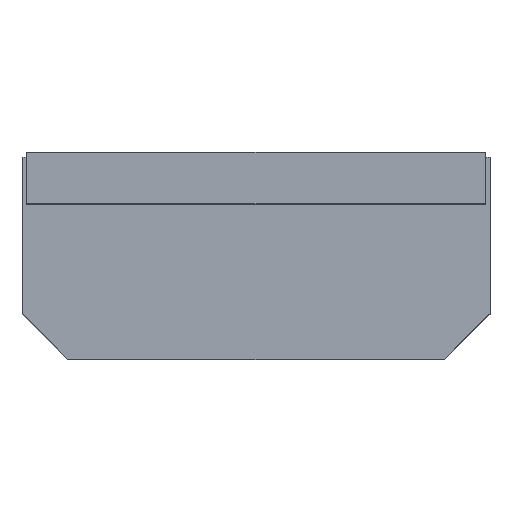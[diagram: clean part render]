
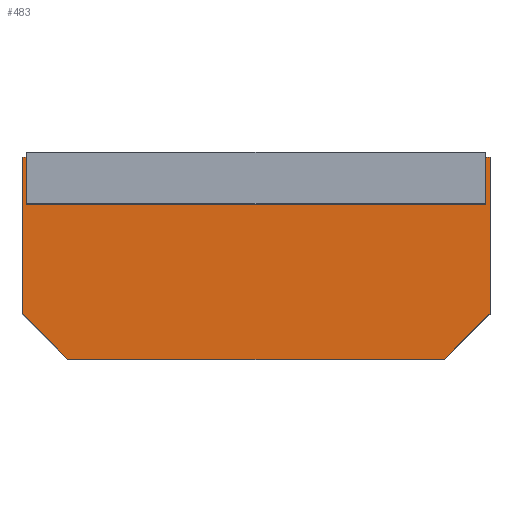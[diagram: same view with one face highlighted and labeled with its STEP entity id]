
A CAD part, top view. The second image highlights one B-rep face of the part: STEP entity #483.
In plain terms, the highlighted planar face has unit normal (0, 0, 1).
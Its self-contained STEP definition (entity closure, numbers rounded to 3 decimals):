
#483=ADVANCED_FACE($,(#489),#484,.F.);
#484=PLANE($,#485);
#485=AXIS2_PLACEMENT_3D($,#486,#487,#488);
#486=CARTESIAN_POINT('Origin',(7.757,2.959,9.449));
#487=DIRECTION('center_axis',(0.0,0.0,-1.0));
#488=DIRECTION('ref_axis',(0.,1.,0.));
#489=FACE_OUTER_BOUND($,#490,.T.);
#490=EDGE_LOOP($,(#491,#501,#511,#521,#531,#541));
#491=ORIENTED_EDGE($,*,*,#492,.F.);
#492=EDGE_CURVE($,#493,#495,#497,.T.);
#493=VERTEX_POINT($,#494);
#494=CARTESIAN_POINT('',(-2.657,2.959,9.449));
#495=VERTEX_POINT($,#496);
#496=CARTESIAN_POINT('',(7.757,2.959,9.449));
#497=LINE($,#498,#499);
#498=CARTESIAN_POINT($,(-2.657,2.959,9.449));
#499=VECTOR($,#500,10.414);
#500=DIRECTION($,(1.0,0.0,0.0));
#501=ORIENTED_EDGE($,*,*,#502,.F.);
#502=EDGE_CURVE($,#503,#505,#507,.T.);
#503=VERTEX_POINT($,#504);
#504=CARTESIAN_POINT('',(-2.657,-0.516,9.449));
#505=VERTEX_POINT($,#494);
#507=LINE($,#508,#509);
#508=CARTESIAN_POINT($,(-2.657,-0.516,9.449));
#509=VECTOR($,#510,3.475);
#510=DIRECTION($,(0.0,1.0,0.0));
#511=ORIENTED_EDGE($,*,*,#512,.F.);
#512=EDGE_CURVE($,#513,#515,#517,.T.);
#513=VERTEX_POINT($,#514);
#514=CARTESIAN_POINT('',(-1.636,-1.537,9.449));
#515=VERTEX_POINT($,#504);
#517=LINE($,#518,#519);
#518=CARTESIAN_POINT($,(-1.636,-1.537,9.449));
#519=VECTOR($,#520,1.444);
#520=DIRECTION($,(-0.707,0.707,0.0));
#521=ORIENTED_EDGE($,*,*,#522,.F.);
#522=EDGE_CURVE($,#523,#525,#527,.T.);
#523=VERTEX_POINT($,#524);
#524=CARTESIAN_POINT('',(6.736,-1.537,9.449));
#525=VERTEX_POINT($,#514);
#527=LINE($,#528,#529);
#528=CARTESIAN_POINT($,(6.736,-1.537,9.449));
#529=VECTOR($,#530,8.372);
#530=DIRECTION($,(-1.0,0.0,0.0));
#531=ORIENTED_EDGE($,*,*,#532,.F.);
#532=EDGE_CURVE($,#533,#535,#537,.T.);
#533=VERTEX_POINT($,#534);
#534=CARTESIAN_POINT('',(7.757,-0.516,9.449));
#535=VERTEX_POINT($,#524);
#537=LINE($,#538,#539);
#538=CARTESIAN_POINT($,(7.757,-0.516,9.449));
#539=VECTOR($,#540,1.444);
#540=DIRECTION($,(-0.707,-0.707,0.0));
#541=ORIENTED_EDGE($,*,*,#542,.F.);
#542=EDGE_CURVE($,#543,#545,#547,.T.);
#543=VERTEX_POINT($,#496);
#545=VERTEX_POINT($,#534);
#547=LINE($,#548,#549);
#548=CARTESIAN_POINT($,(7.757,2.959,9.449));
#549=VECTOR($,#550,3.475);
#550=DIRECTION($,(0.0,-1.0,0.0));
